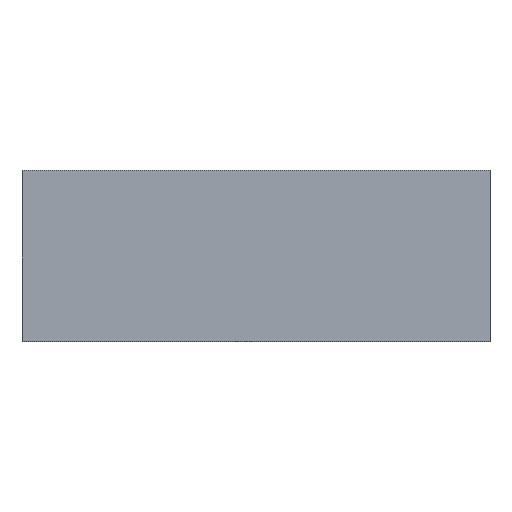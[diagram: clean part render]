
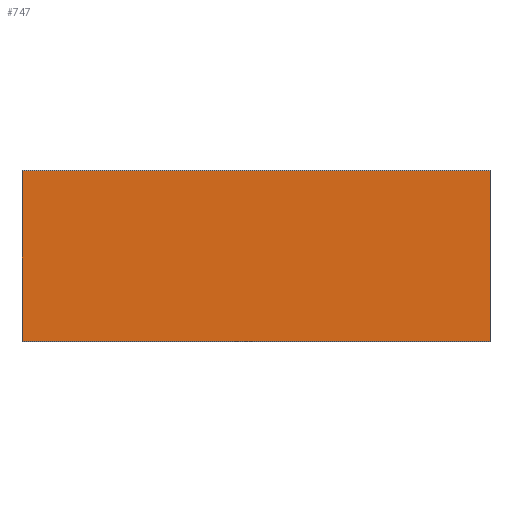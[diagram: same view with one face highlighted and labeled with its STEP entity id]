
A CAD part, top view. The second image highlights one B-rep face of the part: STEP entity #747.
In plain terms, the highlighted planar face has unit normal (0, 0, 1).
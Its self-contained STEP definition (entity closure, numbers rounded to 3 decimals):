
#720=AXIS2_PLACEMENT_3D('Plane Axis2P3D',#717,#718,#719) ;
#695=CARTESIAN_POINT('Vertex',(0.,54.6,0.)) ;
#698=CARTESIAN_POINT('Line Origine',(150.,54.6,0.)) ;
#702=CARTESIAN_POINT('Vertex',(300.,54.6,0.)) ;
#717=CARTESIAN_POINT('Axis2P3D Location',(0.,0.,0.)) ;
#722=CARTESIAN_POINT('Line Origine',(0.,0.,0.)) ;
#726=CARTESIAN_POINT('Vertex',(0.,-54.6,0.)) ;
#729=CARTESIAN_POINT('Line Origine',(150.,-54.6,0.)) ;
#733=CARTESIAN_POINT('Vertex',(300.,-54.6,0.)) ;
#736=CARTESIAN_POINT('Line Origine',(300.,0.,0.)) ;
#699=DIRECTION('Vector Direction',(1.,0.,0.)) ;
#718=DIRECTION('Axis2P3D Direction',(0.,0.,-1.)) ;
#719=DIRECTION('Axis2P3D XDirection',(0.,1.,0.)) ;
#723=DIRECTION('Vector Direction',(0.,1.,0.)) ;
#730=DIRECTION('Vector Direction',(1.,0.,0.)) ;
#737=DIRECTION('Vector Direction',(0.,1.,0.)) ;
#700=VECTOR('Line Direction',#699,1.) ;
#724=VECTOR('Line Direction',#723,1.) ;
#731=VECTOR('Line Direction',#730,1.) ;
#738=VECTOR('Line Direction',#737,1.) ;
#742=ORIENTED_EDGE('',*,*,#704,.F.) ;
#743=ORIENTED_EDGE('',*,*,#728,.F.) ;
#744=ORIENTED_EDGE('',*,*,#735,.T.) ;
#745=ORIENTED_EDGE('',*,*,#740,.T.) ;
#747=ADVANCED_FACE('Modele simplifie',(#746),#721,.F.) ;
#704=EDGE_CURVE('',#696,#703,#701,.T.) ;
#728=EDGE_CURVE('',#727,#696,#725,.T.) ;
#735=EDGE_CURVE('',#727,#734,#732,.T.) ;
#740=EDGE_CURVE('',#734,#703,#739,.T.) ;
#741=EDGE_LOOP('',(#742,#743,#744,#745)) ;
#746=FACE_OUTER_BOUND('',#741,.T.) ;
#701=LINE('Line',#698,#700) ;
#725=LINE('Line',#722,#724) ;
#732=LINE('Line',#729,#731) ;
#739=LINE('Line',#736,#738) ;
#721=PLANE('',#720) ;
#696=VERTEX_POINT('',#695) ;
#703=VERTEX_POINT('',#702) ;
#727=VERTEX_POINT('',#726) ;
#734=VERTEX_POINT('',#733) ;
